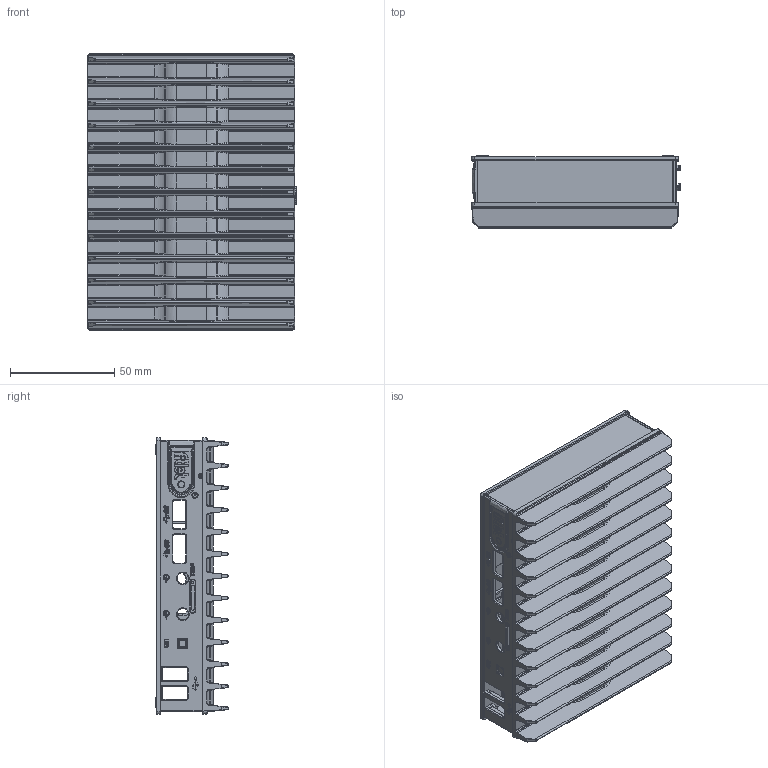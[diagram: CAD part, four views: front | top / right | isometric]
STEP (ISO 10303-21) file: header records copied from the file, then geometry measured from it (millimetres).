
FILE_DESCRIPTION (( 'STEP AP214' ), '1' );
FILE_NAME ('Fitlet3_skin.STEP', '2022-02-17T14:40:27', ( '' ), ( '' ), 'SwSTEP 2.0', 'SolidWorks 2019', '' );
FILE_SCHEMA (( 'AUTOMOTIVE_DESIGN' ));
Length unit declared in the file: millimetre
Products named in the file (13): 30899-00011-FTL2; 372D010550(Enclosure, FITLET3, Top cover, Aluminum die cast, Black_rev1.0_; Screw M2.5 flat-head phillips for fitlet 2 rev 1.1-FTL2; 290P010531(Mech part, Button for IOTG-RPi4 Front panel, PC_ABS, Black); Light Pipe - Pingood Enterprise  EMP1-2.5V0-F-FTL2; Fitlet3_skin; FRONT PANEL ASSY-FTL2; 373E30031(Panel_Back_FITLET3_Zinc_Black)_rev1.0__For HQT; 373C30061-FITLET3_Side_Panel_Aluminum_rev1.0_; Ejot WN1412 K14x3.5-Cross Head Screw-FTL2_EJOT WN1412 CROSS HEAD SCREW D2.5xL12; 373D30050(Panel_Front_FITLET3_Zinc_Black)_rev1.0_; 372D010560-Enclosure_FITLET3_Bottom_cover_Aluminum_die_cast_Black_rev1.0_For HQT; 304B01004 light-pipe-FTL2
Assembly tree (16 placements, depth 3):
  Fitlet3_skin
    373E30031(Panel_Back_FITLET3_Zinc_Black)_rev1.0__For HQT
    373D30050(Panel_Front_FITLET3_Zinc_Black)_rev1.0_
    372D010550(Enclosure, FITLET3, Top cover, Aluminum die cast, Black_rev1.0_
    FRONT PANEL ASSY-FTL2
      Light Pipe - Pingood Enterprise  EMP1-2.5V0-F-FTL2
      290P010531(Mech part, Button for IOTG-RPi4 Front panel, PC_ABS, Black)
      30899-00011-FTL2
      Ejot WN1412 K14x3.5-Cross Head Screw-FTL2_EJOT WN1412 CROSS HEAD SCREW D2.5xL12
    372D010560-Enclosure_FITLET3_Bottom_cover_Aluminum_die_cast_Black_rev1.0_For HQT
    Screw M2.5 flat-head phillips for fitlet 2 rev 1.1-FTL2  x4
    304B01004 light-pipe-FTL2
    373C30061-FITLET3_Side_Panel_Aluminum_rev1.0_  x2
Bounding box: 100.3 x 34.81 x 132.8 mm (x, y, z)
Volume: 93042.7 mm3; surface area: 105857.3 mm2
Topology: 16 solids, 16 shells, 4530 faces, 11602 edges, 7149 vertices
Faces by surface type: plane 1589, cylinder 1197, bspline 1055, cone 373, torus 199, sphere 117
Entity records: 159799 total; most frequent: CARTESIAN_POINT 59988, ORIENTED_EDGE 22078, DIRECTION 17133, EDGE_CURVE 11039, VERTEX_POINT 6812, AXIS2_PLACEMENT_3D 5819, LINE 5495, VECTOR 5495
